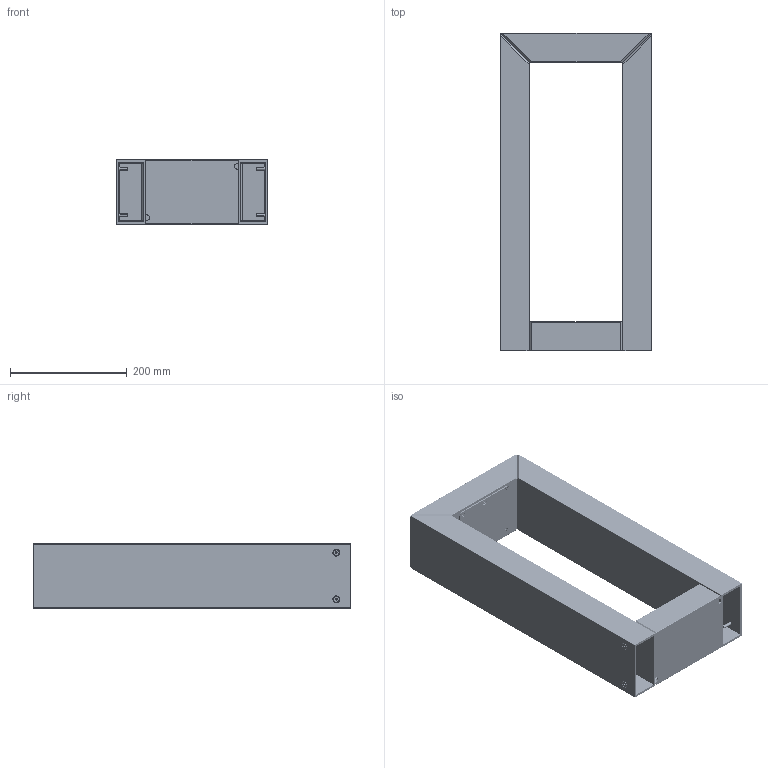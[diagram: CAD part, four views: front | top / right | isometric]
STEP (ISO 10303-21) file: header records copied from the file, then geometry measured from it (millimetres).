
FILE_DESCRIPTION (( 'STEP AP203' ), '1' );
FILE_NAME ('HELLVIK NARROW_550.STEP', '2024-02-02T09:10:00', ( '' ), ( '' ), 'SwSTEP 2.0', 'SolidWorks 2022', '' );
FILE_SCHEMA (( 'CONFIG_CONTROL_DESIGN' ));
Length unit declared in the file: millimetre
Products named in the file (8): M97W2_KSZT110x50x2_rs_M225_550_sr; WKR STOZ IMB M5x_rs_x20; M97W2_Szybka_rs_Cube w3; M6_rs; M97W2_KSZT110x50x2 Poz_rs_M266_550_850; WKR STOZ IMB M4x_rs_x08; HELLVIK NARROW_550; Kształtownik góra_M225F_dół
Assembly tree (15 placements, depth 2):
  M6_rs
  HELLVIK NARROW_550
    M97W2_KSZT110x50x2_rs_M225_550_sr  x2
    Kształtownik góra_M225F_dół
    WKR STOZ IMB M5x_rs_x20  x4
    M97W2_KSZT110x50x2 Poz_rs_M266_550_850
    M97W2_Szybka_rs_Cube w3
    WKR STOZ IMB M4x_rs_x08  x6
Bounding box: 260 x 545 x 110 mm (x, y, z)
Volume: 1812165.2 mm3; surface area: 888685 mm2
Topology: 15 solids, 15 shells, 2309 faces, 8546 edges, 5329 vertices
Faces by surface type: sphere 1890, plane 233, cylinder 118, cone 68
Entity records: 60336 total; most frequent: DIRECTION 12429, CARTESIAN_POINT 9708, ORIENTED_EDGE 8618, AXIS2_PLACEMENT_3D 6038, EDGE_CURVE 4309, CIRCLE 3920, VERTEX_POINT 3173, EDGE_LOOP 3088
